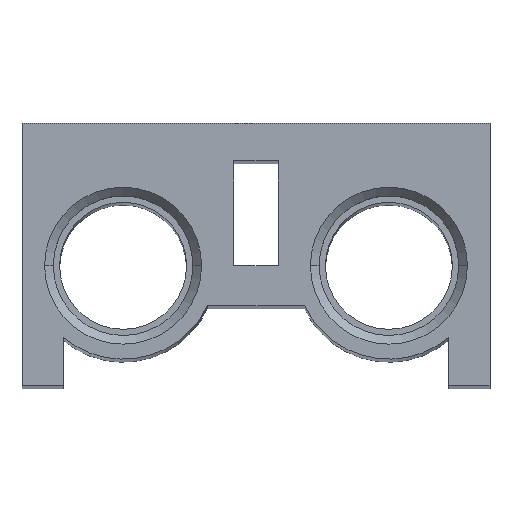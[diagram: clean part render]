
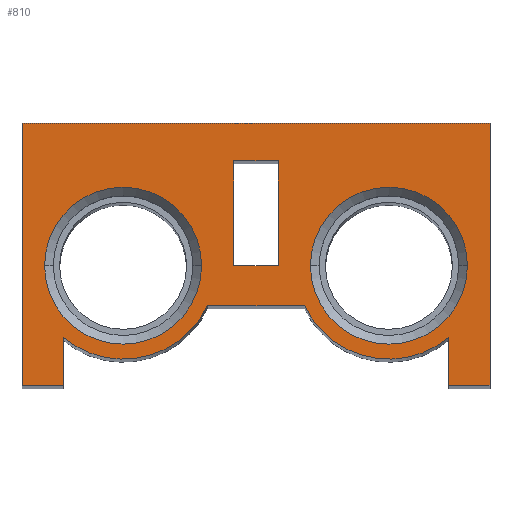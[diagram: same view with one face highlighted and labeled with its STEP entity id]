
A CAD part, top view. The second image highlights one B-rep face of the part: STEP entity #810.
In plain terms, the highlighted planar face has unit normal (0, 0, 1).
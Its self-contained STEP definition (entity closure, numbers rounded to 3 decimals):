
#7 = ORIENTED_EDGE ( 'NONE', *, *, #2872, .T. ) ;
#21 = ORIENTED_EDGE ( 'NONE', *, *, #702, .T. ) ;
#41 = CARTESIAN_POINT ( 'NONE',  ( 3., 16., 238. ) ) ;
#54 = EDGE_CURVE ( 'NONE', #3949, #3425, #3987, .T. ) ;
#81 = CARTESIAN_POINT ( 'NONE',  ( 3., 16., 238. ) ) ;
#89 = CIRCLE ( 'NONE', #2675, 12.48 ) ;
#91 = ORIENTED_EDGE ( 'NONE', *, *, #623, .F. ) ;
#112 = DIRECTION ( 'NONE',  ( -1., 0., 0. ) ) ;
#148 = EDGE_CURVE ( 'NONE', #1191, #1608, #3458, .T. ) ;
#149 = VECTOR ( 'NONE', #3491, 1000. ) ;
#227 = ORIENTED_EDGE ( 'NONE', *, *, #3168, .T. ) ;
#228 = VECTOR ( 'NONE', #4019, 1000. ) ;
#259 = VERTEX_POINT ( 'NONE', #996 ) ;
#278 = LINE ( 'NONE', #3015, #228 ) ;
#295 = DIRECTION ( 'NONE',  ( 1., 0., 0. ) ) ;
#347 = DIRECTION ( 'NONE',  ( 0., -1., 0. ) ) ;
#357 = CARTESIAN_POINT ( 'NONE',  ( 31.25, 0., 238. ) ) ;
#371 = DIRECTION ( 'NONE',  ( 0., 0., 1. ) ) ;
#392 = EDGE_CURVE ( 'NONE', #2519, #259, #3681, .T. ) ;
#405 = DIRECTION ( 'NONE',  ( 1., 0., 0. ) ) ;
#429 = ORIENTED_EDGE ( 'NONE', *, *, #1366, .F. ) ;
#458 = CARTESIAN_POINT ( 'NONE',  ( -25.75, 0., 238. ) ) ;
#527 = LINE ( 'NONE', #3173, #149 ) ;
#569 = CARTESIAN_POINT ( 'NONE',  ( -17.75, 16., 238. ) ) ;
#585 = EDGE_LOOP ( 'NONE', ( #1280, #1339 ) ) ;
#601 = CARTESIAN_POINT ( 'NONE',  ( -28.23, 16., 238. ) ) ;
#606 = CIRCLE ( 'NONE', #3664, 12.48 ) ;
#623 = EDGE_CURVE ( 'NONE', #1608, #1614, #278, .T. ) ;
#701 = DIRECTION ( 'NONE',  ( 1., 0., 0. ) ) ;
#702 = EDGE_CURVE ( 'NONE', #2629, #2956, #1613, .T. ) ;
#726 = LINE ( 'NONE', #746, #1941 ) ;
#746 = CARTESIAN_POINT ( 'NONE',  ( -25.75, 0., 238. ) ) ;
#792 = DIRECTION ( 'NONE',  ( 0., 0., -1. ) ) ;
#799 = CIRCLE ( 'NONE', #2623, 10.48 ) ;
#810 = ADVANCED_FACE ( 'NONE', ( #3223, #3519, #3244, #1737 ), #1695, .T. ) ;
#820 = DIRECTION ( 'NONE',  ( 0., 0., -1. ) ) ;
#832 = CARTESIAN_POINT ( 'NONE',  ( -6.467, 10.667, 238. ) ) ;
#877 = LINE ( 'NONE', #2091, #1577 ) ;
#881 = DIRECTION ( 'NONE',  ( -1., 0., 0. ) ) ;
#946 = DIRECTION ( 'NONE',  ( -1., 0., 0. ) ) ;
#955 = VECTOR ( 'NONE', #295, 1000. ) ;
#996 = CARTESIAN_POINT ( 'NONE',  ( 7.27, 16., 238. ) ) ;
#1001 = CARTESIAN_POINT ( 'NONE',  ( -31.25, 0., 238. ) ) ;
#1033 = CARTESIAN_POINT ( 'NONE',  ( 25.75, 6.421, 238. ) ) ;
#1040 = CARTESIAN_POINT ( 'NONE',  ( 3., 30., 238. ) ) ;
#1074 = VECTOR ( 'NONE', #1221, 1000. ) ;
#1126 = CARTESIAN_POINT ( 'NONE',  ( 17.75, 16., 238. ) ) ;
#1153 = VERTEX_POINT ( 'NONE', #2243 ) ;
#1162 = VERTEX_POINT ( 'NONE', #601 ) ;
#1179 = DIRECTION ( 'NONE',  ( 1., 0., 0. ) ) ;
#1191 = VERTEX_POINT ( 'NONE', #2790 ) ;
#1204 = DIRECTION ( 'NONE',  ( 0., -1., 0. ) ) ;
#1221 = DIRECTION ( 'NONE',  ( 0., 1., 0. ) ) ;
#1247 = VERTEX_POINT ( 'NONE', #3256 ) ;
#1268 = EDGE_CURVE ( 'NONE', #2956, #1519, #726, .T. ) ;
#1274 = LINE ( 'NONE', #1033, #1381 ) ;
#1276 = CARTESIAN_POINT ( 'NONE',  ( -25.75, 6.421, 238. ) ) ;
#1280 = ORIENTED_EDGE ( 'NONE', *, *, #392, .T. ) ;
#1339 = ORIENTED_EDGE ( 'NONE', *, *, #1890, .T. ) ;
#1358 = ORIENTED_EDGE ( 'NONE', *, *, #2651, .T. ) ;
#1366 = EDGE_CURVE ( 'NONE', #3869, #1191, #1629, .T. ) ;
#1381 = VECTOR ( 'NONE', #347, 1000. ) ;
#1422 = DIRECTION ( 'NONE',  ( 0., 0., 1. ) ) ;
#1427 = DIRECTION ( 'NONE',  ( -1., 0., 0. ) ) ;
#1474 = VECTOR ( 'NONE', #1919, 1000. ) ;
#1519 = VERTEX_POINT ( 'NONE', #1276 ) ;
#1534 = LINE ( 'NONE', #2118, #2425 ) ;
#1577 = VECTOR ( 'NONE', #2056, 1000. ) ;
#1608 = VERTEX_POINT ( 'NONE', #1687 ) ;
#1613 = LINE ( 'NONE', #1001, #1474 ) ;
#1614 = VERTEX_POINT ( 'NONE', #2715 ) ;
#1629 = LINE ( 'NONE', #81, #3487 ) ;
#1645 = CIRCLE ( 'NONE', #3909, 10.48 ) ;
#1687 = CARTESIAN_POINT ( 'NONE',  ( -3., 30., 238. ) ) ;
#1695 = PLANE ( 'NONE',  #3105 ) ;
#1737 = FACE_OUTER_BOUND ( 'NONE', #3020, .T. ) ;
#1812 = EDGE_CURVE ( 'NONE', #3994, #3949, #1274, .T. ) ;
#1826 = ORIENTED_EDGE ( 'NONE', *, *, #148, .F. ) ;
#1890 = EDGE_CURVE ( 'NONE', #259, #2519, #1645, .T. ) ;
#1916 = LINE ( 'NONE', #357, #1074 ) ;
#1919 = DIRECTION ( 'NONE',  ( 1., 0., 0. ) ) ;
#1941 = VECTOR ( 'NONE', #3219, 1000. ) ;
#2056 = DIRECTION ( 'NONE',  ( 1., 0., 0. ) ) ;
#2091 = CARTESIAN_POINT ( 'NONE',  ( -6.467, 10.667, 238. ) ) ;
#2099 = EDGE_LOOP ( 'NONE', ( #1358, #3874 ) ) ;
#2118 = CARTESIAN_POINT ( 'NONE',  ( -31.25, 35., 238. ) ) ;
#2157 = ORIENTED_EDGE ( 'NONE', *, *, #1812, .T. ) ;
#2171 = VERTEX_POINT ( 'NONE', #3954 ) ;
#2243 = CARTESIAN_POINT ( 'NONE',  ( -7.27, 16., 238. ) ) ;
#2268 = EDGE_CURVE ( 'NONE', #1247, #2588, #527, .T. ) ;
#2324 = DIRECTION ( 'NONE',  ( 1., 0., 0. ) ) ;
#2337 = EDGE_CURVE ( 'NONE', #2171, #3994, #89, .T. ) ;
#2341 = CARTESIAN_POINT ( 'NONE',  ( -17.75, 16., 238. ) ) ;
#2375 = VECTOR ( 'NONE', #1179, 1000. ) ;
#2377 = ORIENTED_EDGE ( 'NONE', *, *, #2337, .T. ) ;
#2407 = EDGE_CURVE ( 'NONE', #1162, #1153, #2888, .T. ) ;
#2417 = CARTESIAN_POINT ( 'NONE',  ( 25.75, 0., 238. ) ) ;
#2422 = ORIENTED_EDGE ( 'NONE', *, *, #3292, .F. ) ;
#2425 = VECTOR ( 'NONE', #1204, 1000. ) ;
#2501 = DIRECTION ( 'NONE',  ( -1., 0., 0. ) ) ;
#2519 = VERTEX_POINT ( 'NONE', #2920 ) ;
#2531 = CARTESIAN_POINT ( 'NONE',  ( 17.75, 16., 238. ) ) ;
#2535 = ORIENTED_EDGE ( 'NONE', *, *, #2658, .T. ) ;
#2588 = VERTEX_POINT ( 'NONE', #3969 ) ;
#2605 = CARTESIAN_POINT ( 'NONE',  ( -17.75, 16., 238. ) ) ;
#2623 = AXIS2_PLACEMENT_3D ( 'NONE', #569, #2709, #881 ) ;
#2624 = DIRECTION ( 'NONE',  ( 0., 0., 1. ) ) ;
#2629 = VERTEX_POINT ( 'NONE', #2686 ) ;
#2651 = EDGE_CURVE ( 'NONE', #1153, #1162, #799, .T. ) ;
#2658 = EDGE_CURVE ( 'NONE', #2588, #2629, #1534, .T. ) ;
#2675 = AXIS2_PLACEMENT_3D ( 'NONE', #2531, #371, #701 ) ;
#2686 = CARTESIAN_POINT ( 'NONE',  ( -31.25, 0., 238. ) ) ;
#2709 = DIRECTION ( 'NONE',  ( 0., 0., -1. ) ) ;
#2715 = CARTESIAN_POINT ( 'NONE',  ( -3., 16., 238. ) ) ;
#2753 = AXIS2_PLACEMENT_3D ( 'NONE', #3525, #792, #112 ) ;
#2790 = CARTESIAN_POINT ( 'NONE',  ( 3., 30., 238. ) ) ;
#2840 = AXIS2_PLACEMENT_3D ( 'NONE', #2859, #3489, #946 ) ;
#2859 = CARTESIAN_POINT ( 'NONE',  ( 17.75, 16., 238. ) ) ;
#2872 = EDGE_CURVE ( 'NONE', #1519, #3082, #606, .T. ) ;
#2888 = CIRCLE ( 'NONE', #2753, 10.48 ) ;
#2903 = VECTOR ( 'NONE', #2501, 1000. ) ;
#2920 = CARTESIAN_POINT ( 'NONE',  ( 28.23, 16., 238. ) ) ;
#2956 = VERTEX_POINT ( 'NONE', #458 ) ;
#2980 = CARTESIAN_POINT ( 'NONE',  ( 25.75, 6.421, 238. ) ) ;
#3010 = ORIENTED_EDGE ( 'NONE', *, *, #1268, .T. ) ;
#3015 = CARTESIAN_POINT ( 'NONE',  ( -3., 30., 238. ) ) ;
#3020 = EDGE_LOOP ( 'NONE', ( #2535, #21, #3010, #7, #3626, #2377, #2157, #3726, #227, #3135 ) ) ;
#3037 = LINE ( 'NONE', #3966, #2375 ) ;
#3082 = VERTEX_POINT ( 'NONE', #832 ) ;
#3105 = AXIS2_PLACEMENT_3D ( 'NONE', #2605, #2624, #2324 ) ;
#3135 = ORIENTED_EDGE ( 'NONE', *, *, #2268, .T. ) ;
#3168 = EDGE_CURVE ( 'NONE', #3425, #1247, #1916, .T. ) ;
#3173 = CARTESIAN_POINT ( 'NONE',  ( 31.25, 35., 238. ) ) ;
#3182 = CARTESIAN_POINT ( 'NONE',  ( 31.25, 0., 238. ) ) ;
#3187 = EDGE_LOOP ( 'NONE', ( #91, #1826, #429, #2422 ) ) ;
#3219 = DIRECTION ( 'NONE',  ( 0., 1., 0. ) ) ;
#3223 = FACE_BOUND ( 'NONE', #2099, .T. ) ;
#3244 = FACE_BOUND ( 'NONE', #585, .T. ) ;
#3253 = CARTESIAN_POINT ( 'NONE',  ( 25.75, 0., 238. ) ) ;
#3256 = CARTESIAN_POINT ( 'NONE',  ( 31.25, 35., 238. ) ) ;
#3292 = EDGE_CURVE ( 'NONE', #1614, #3869, #3037, .T. ) ;
#3315 = EDGE_CURVE ( 'NONE', #3082, #2171, #877, .T. ) ;
#3425 = VERTEX_POINT ( 'NONE', #3182 ) ;
#3458 = LINE ( 'NONE', #1040, #2903 ) ;
#3487 = VECTOR ( 'NONE', #3555, 1000. ) ;
#3489 = DIRECTION ( 'NONE',  ( 0., 0., -1. ) ) ;
#3491 = DIRECTION ( 'NONE',  ( -1., 0., 0. ) ) ;
#3519 = FACE_BOUND ( 'NONE', #3187, .T. ) ;
#3525 = CARTESIAN_POINT ( 'NONE',  ( -17.75, 16., 238. ) ) ;
#3555 = DIRECTION ( 'NONE',  ( 0., 1., 0. ) ) ;
#3626 = ORIENTED_EDGE ( 'NONE', *, *, #3315, .T. ) ;
#3664 = AXIS2_PLACEMENT_3D ( 'NONE', #2341, #1422, #405 ) ;
#3681 = CIRCLE ( 'NONE', #2840, 10.48 ) ;
#3726 = ORIENTED_EDGE ( 'NONE', *, *, #54, .T. ) ;
#3869 = VERTEX_POINT ( 'NONE', #41 ) ;
#3874 = ORIENTED_EDGE ( 'NONE', *, *, #2407, .T. ) ;
#3909 = AXIS2_PLACEMENT_3D ( 'NONE', #1126, #820, #1427 ) ;
#3949 = VERTEX_POINT ( 'NONE', #3253 ) ;
#3954 = CARTESIAN_POINT ( 'NONE',  ( 6.467, 10.667, 238. ) ) ;
#3966 = CARTESIAN_POINT ( 'NONE',  ( -3., 16., 238. ) ) ;
#3969 = CARTESIAN_POINT ( 'NONE',  ( -31.25, 35., 238. ) ) ;
#3987 = LINE ( 'NONE', #2417, #955 ) ;
#3994 = VERTEX_POINT ( 'NONE', #2980 ) ;
#4019 = DIRECTION ( 'NONE',  ( 0., -1., 0. ) ) ;
